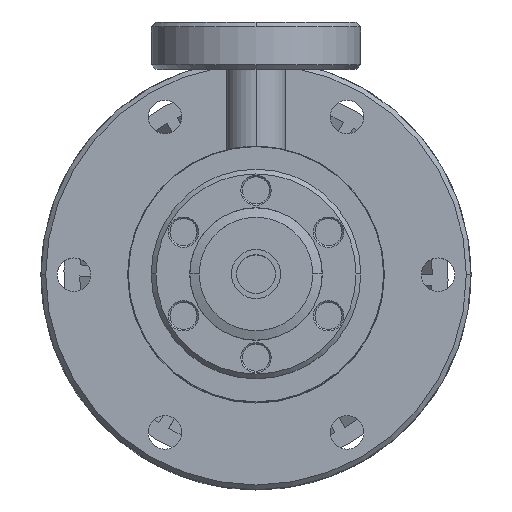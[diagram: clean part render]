
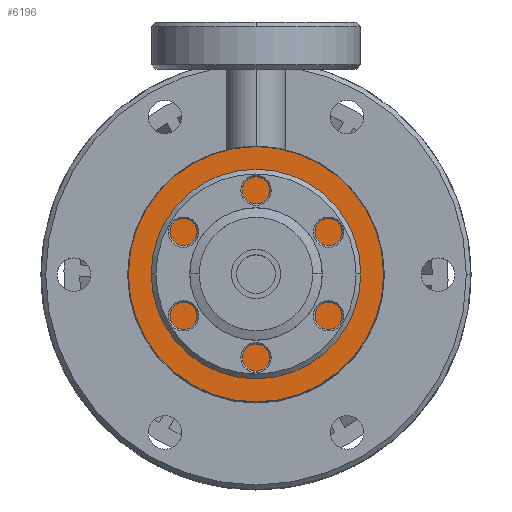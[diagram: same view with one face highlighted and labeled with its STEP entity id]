
A CAD part, top view. The second image highlights one B-rep face of the part: STEP entity #6196.
In plain terms, the highlighted planar face has unit normal (0, 0, 1).
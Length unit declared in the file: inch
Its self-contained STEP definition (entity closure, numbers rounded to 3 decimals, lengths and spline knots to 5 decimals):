
#621 = AXIS2_PLACEMENT_3D ( 'NONE', #13341, #15505, #12732 ) ;
#1041 = DIRECTION ( 'NONE',  ( 0., 0., 1. ) ) ;
#1247 = VERTEX_POINT ( 'NONE', #14340 ) ;
#1308 = VERTEX_POINT ( 'NONE', #13797 ) ;
#1732 = DIRECTION ( 'NONE',  ( 0., 0., 1. ) ) ;
#1762 = CIRCLE ( 'NONE', #621, 0.19 ) ;
#1846 = ORIENTED_EDGE ( 'NONE', *, *, #15214, .T. ) ;
#2344 = VERTEX_POINT ( 'NONE', #11765 ) ;
#2405 = EDGE_CURVE ( 'NONE', #2344, #1247, #1762, .T. ) ;
#2966 = FACE_OUTER_BOUND ( 'NONE', #14778, .T. ) ;
#3028 = CARTESIAN_POINT ( 'NONE',  ( 0., 0., 0.84252 ) ) ;
#4248 = DIRECTION ( 'NONE',  ( -1., 0., 0. ) ) ;
#5390 = EDGE_CURVE ( 'NONE', #5467, #1308, #8174, .T. ) ;
#5467 = VERTEX_POINT ( 'NONE', #8808 ) ;
#5586 = AXIS2_PLACEMENT_3D ( 'NONE', #6242, #14811, #7447 ) ;
#6196 = ADVANCED_FACE ( 'NONE', ( #2966, #15477 ), #15021, .T. ) ;
#6242 = CARTESIAN_POINT ( 'NONE',  ( 0., 0., 0.84252 ) ) ;
#6469 = CARTESIAN_POINT ( 'NONE',  ( -0.405, 0., 0.84252 ) ) ;
#7113 = CIRCLE ( 'NONE', #13877, 0.19 ) ;
#7447 = DIRECTION ( 'NONE',  ( -1., 0., 0. ) ) ;
#8035 = ORIENTED_EDGE ( 'NONE', *, *, #14479, .T. ) ;
#8039 = CIRCLE ( 'NONE', #13777, 0.81 ) ;
#8174 = CIRCLE ( 'NONE', #5586, 0.81 ) ;
#8183 = CARTESIAN_POINT ( 'NONE',  ( 0., 0., 0.84252 ) ) ;
#8406 = AXIS2_PLACEMENT_3D ( 'NONE', #6469, #1732, #10122 ) ;
#8482 = ORIENTED_EDGE ( 'NONE', *, *, #2405, .T. ) ;
#8808 = CARTESIAN_POINT ( 'NONE',  ( 0.81, 0., 0.84252 ) ) ;
#9400 = DIRECTION ( 'NONE',  ( -1., 0., 0. ) ) ;
#9881 = ORIENTED_EDGE ( 'NONE', *, *, #5390, .T. ) ;
#10122 = DIRECTION ( 'NONE',  ( 1., 0., 0. ) ) ;
#11459 = DIRECTION ( 'NONE',  ( 0., 0., -1. ) ) ;
#11765 = CARTESIAN_POINT ( 'NONE',  ( 0.19, 0., 0.84252 ) ) ;
#11795 = EDGE_LOOP ( 'NONE', ( #8035, #8482 ) ) ;
#12732 = DIRECTION ( 'NONE',  ( -1., 0., 0. ) ) ;
#13341 = CARTESIAN_POINT ( 'NONE',  ( 0., 0., 0.84252 ) ) ;
#13777 = AXIS2_PLACEMENT_3D ( 'NONE', #8183, #1041, #9400 ) ;
#13797 = CARTESIAN_POINT ( 'NONE',  ( -0.81, 0., 0.84252 ) ) ;
#13877 = AXIS2_PLACEMENT_3D ( 'NONE', #3028, #11459, #4248 ) ;
#14340 = CARTESIAN_POINT ( 'NONE',  ( -0.19, 0., 0.84252 ) ) ;
#14479 = EDGE_CURVE ( 'NONE', #1247, #2344, #7113, .T. ) ;
#14778 = EDGE_LOOP ( 'NONE', ( #1846, #9881 ) ) ;
#14811 = DIRECTION ( 'NONE',  ( 0., 0., 1. ) ) ;
#15021 = PLANE ( 'NONE',  #8406 ) ;
#15214 = EDGE_CURVE ( 'NONE', #1308, #5467, #8039, .T. ) ;
#15477 = FACE_BOUND ( 'NONE', #11795, .T. ) ;
#15505 = DIRECTION ( 'NONE',  ( 0., 0., -1. ) ) ;
